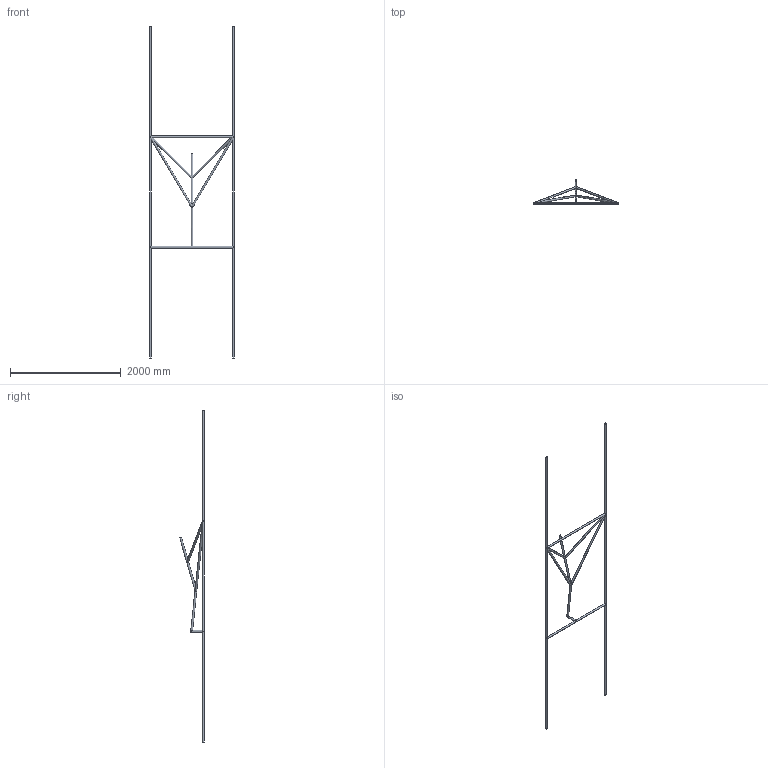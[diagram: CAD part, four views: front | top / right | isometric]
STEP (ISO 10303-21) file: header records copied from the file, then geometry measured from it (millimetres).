
FILE_DESCRIPTION(/* description */ (''),/* implementation_level */ '2;1');
FILE_NAME(/* name */ 'mech232_FEA_frame.stp',/* time_stamp */ '2018-05-05T18:12:51+01:00',/* author */ ('mshaw2'),/* organization */ (''),/* preprocessor_version */ 'ST-DEVELOPER v16.13',/* originating_system */ 'Autodesk Inventor 2018',/* authorisation */ '');
FILE_SCHEMA (('AUTOMOTIVE_DESIGN { 1 0 10303 214 3 1 1 }'));
Length unit declared in the file: millimetre
Products named in the file (18): mech232_FEA_frame; mech232_frame; mech232_skeleton; ISO 4200 - 33.7x3.2 - 2000; ISO 4200 - 33.7x3.2 - 2000_1; ISO 4200 - 33.7x3.2 - 1500; ISO 4200 - 33.7x3.2 - 1092.565; ISO 4200 - 33.7x3.2 - 1478.56806875; ISO 4200 - 33.7x3.2 - 2000_2; ISO 4200 - 33.7x3.2 - 1500_1; ISO 4200 - 33.7x3.2 - 2000_3; ISO 4200 - 33.7x3.2 - 2000_4; ISO 4200 - 33.7x3.2 - 2000_5; ISO 4200 - 33.7x3.2 - 1092.565_1; ISO 4200 - 33.7x3.2 - 1002.39999051; ISO 4200 - 33.7x3.2 - 1478.56806875_1; ISO 4200 - 33.7x3.2 - 754.79662029; ISO 4200 - 33.7x3.2 - 238.637
Assembly tree (17 placements, depth 3):
  mech232_FEA_frame
    mech232_frame
      mech232_skeleton
      ISO 4200 - 33.7x3.2 - 2000
      ISO 4200 - 33.7x3.2 - 2000_1
      ISO 4200 - 33.7x3.2 - 1500
      ISO 4200 - 33.7x3.2 - 1092.565
      ISO 4200 - 33.7x3.2 - 1478.56806875
      ISO 4200 - 33.7x3.2 - 2000_2
      ISO 4200 - 33.7x3.2 - 1500_1
      ISO 4200 - 33.7x3.2 - 2000_3
      ISO 4200 - 33.7x3.2 - 2000_4
      ISO 4200 - 33.7x3.2 - 2000_5
      ISO 4200 - 33.7x3.2 - 1092.565_1
      ISO 4200 - 33.7x3.2 - 1002.39999051
      ISO 4200 - 33.7x3.2 - 1478.56806875_1
      ISO 4200 - 33.7x3.2 - 754.79662029
      ISO 4200 - 33.7x3.2 - 238.637
Bounding box: 1533.7 x 443.97 x 6000 mm (x, y, z)
Volume: 6753055.9 mm3; surface area: 4231273.5 mm2
Topology: 15 solids, 15 shells, 68 faces, 128 edges, 86 vertices
Faces by surface type: plane 38, cylinder 30
Full cylindrical faces by diameter (mm): 27.3 x15, 33.7 x15
Entity records: 2248 total; most frequent: DIRECTION 372, CARTESIAN_POINT 268, AXIS2_PLACEMENT_3D 180, ORIENTED_EDGE 176, EDGE_LOOP 124, EDGE_CURVE 88, VERTEX_POINT 76, FACE_OUTER_BOUND 68
